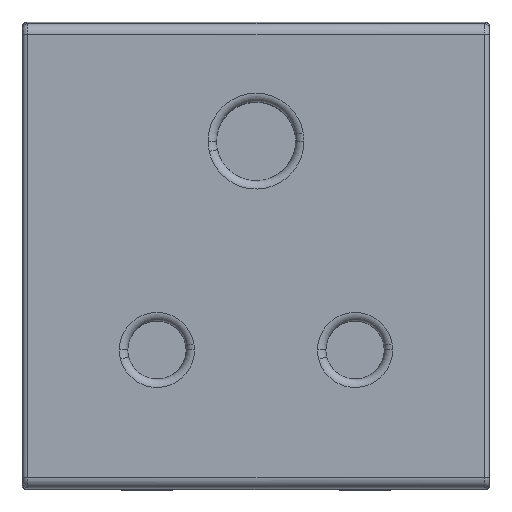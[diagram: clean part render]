
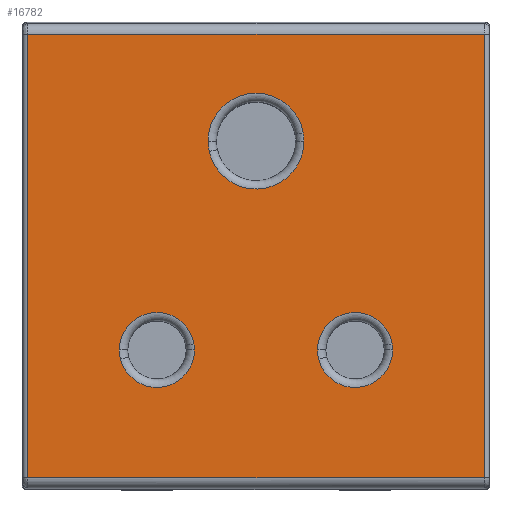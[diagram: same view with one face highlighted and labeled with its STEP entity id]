
A CAD part, top view. The second image highlights one B-rep face of the part: STEP entity #16782.
In plain terms, the highlighted planar face has unit normal (0, 0, 1).
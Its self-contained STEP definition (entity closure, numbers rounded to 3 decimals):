
#16667=AXIS2_PLACEMENT_3D('Plane Axis2P3D',#16664,#16665,#16666) ;
#16682=AXIS2_PLACEMENT_3D('Circle Axis2P3D',#16680,#16681,$) ;
#16691=AXIS2_PLACEMENT_3D('Circle Axis2P3D',#16689,#16690,$) ;
#16698=AXIS2_PLACEMENT_3D('Circle Axis2P3D',#16696,#16697,$) ;
#16705=AXIS2_PLACEMENT_3D('Circle Axis2P3D',#16703,#16704,$) ;
#16716=AXIS2_PLACEMENT_3D('Circle Axis2P3D',#16714,#16715,$) ;
#16725=AXIS2_PLACEMENT_3D('Circle Axis2P3D',#16723,#16724,$) ;
#16732=AXIS2_PLACEMENT_3D('Circle Axis2P3D',#16730,#16731,$) ;
#16739=AXIS2_PLACEMENT_3D('Circle Axis2P3D',#16737,#16738,$) ;
#16750=AXIS2_PLACEMENT_3D('Circle Axis2P3D',#16748,#16749,$) ;
#16759=AXIS2_PLACEMENT_3D('Circle Axis2P3D',#16757,#16758,$) ;
#16766=AXIS2_PLACEMENT_3D('Circle Axis2P3D',#16764,#16765,$) ;
#16773=AXIS2_PLACEMENT_3D('Circle Axis2P3D',#16771,#16772,$) ;
#16271=CARTESIAN_POINT('Vertex',(44.448,1.18,25.2)) ;
#16274=CARTESIAN_POINT('Line Origine',(22.5,1.18,25.2)) ;
#16278=CARTESIAN_POINT('Vertex',(0.552,1.18,25.2)) ;
#16448=CARTESIAN_POINT('Line Origine',(0.552,22.5,25.2)) ;
#16452=CARTESIAN_POINT('Vertex',(0.552,43.82,25.2)) ;
#16580=CARTESIAN_POINT('Vertex',(44.448,43.82,25.2)) ;
#16603=CARTESIAN_POINT('Line Origine',(44.448,22.5,25.2)) ;
#16664=CARTESIAN_POINT('Axis2P3D Location',(22.5,22.5,25.2)) ;
#16669=CARTESIAN_POINT('Line Origine',(22.5,43.82,25.2)) ;
#16680=CARTESIAN_POINT('Axis2P3D Location',(12.975,13.45,25.2)) ;
#16684=CARTESIAN_POINT('Vertex',(9.368,13.45,25.2)) ;
#16686=CARTESIAN_POINT('Vertex',(16.535,14.03,25.2)) ;
#16689=CARTESIAN_POINT('Axis2P3D Location',(12.975,13.45,25.2)) ;
#16693=CARTESIAN_POINT('Vertex',(16.582,13.45,25.2)) ;
#16696=CARTESIAN_POINT('Axis2P3D Location',(12.975,13.45,25.2)) ;
#16700=CARTESIAN_POINT('Vertex',(9.477,12.572,25.2)) ;
#16703=CARTESIAN_POINT('Axis2P3D Location',(12.975,13.45,25.2)) ;
#16714=CARTESIAN_POINT('Axis2P3D Location',(32.025,13.45,25.2)) ;
#16718=CARTESIAN_POINT('Vertex',(28.418,13.45,25.2)) ;
#16720=CARTESIAN_POINT('Vertex',(35.585,14.03,25.2)) ;
#16723=CARTESIAN_POINT('Axis2P3D Location',(32.025,13.45,25.2)) ;
#16727=CARTESIAN_POINT('Vertex',(35.632,13.45,25.2)) ;
#16730=CARTESIAN_POINT('Axis2P3D Location',(32.025,13.45,25.2)) ;
#16734=CARTESIAN_POINT('Vertex',(28.527,12.572,25.2)) ;
#16737=CARTESIAN_POINT('Axis2P3D Location',(32.025,13.45,25.2)) ;
#16748=CARTESIAN_POINT('Axis2P3D Location',(22.5,33.53,25.2)) ;
#16752=CARTESIAN_POINT('Vertex',(17.893,33.53,25.2)) ;
#16754=CARTESIAN_POINT('Vertex',(27.038,34.324,25.2)) ;
#16757=CARTESIAN_POINT('Axis2P3D Location',(22.5,33.53,25.2)) ;
#16761=CARTESIAN_POINT('Vertex',(27.107,33.53,25.2)) ;
#16764=CARTESIAN_POINT('Axis2P3D Location',(22.5,33.53,25.2)) ;
#16768=CARTESIAN_POINT('Vertex',(18.001,32.538,25.2)) ;
#16771=CARTESIAN_POINT('Axis2P3D Location',(22.5,33.53,25.2)) ;
#16275=DIRECTION('Vector Direction',(-1.,0.,0.)) ;
#16449=DIRECTION('Vector Direction',(0.,-1.,0.)) ;
#16604=DIRECTION('Vector Direction',(0.,-1.,0.)) ;
#16665=DIRECTION('Axis2P3D Direction',(0.,0.,-1.)) ;
#16666=DIRECTION('Axis2P3D XDirection',(1.,0.,0.)) ;
#16670=DIRECTION('Vector Direction',(1.,0.,0.)) ;
#16681=DIRECTION('Axis2P3D Direction',(0.,0.,-1.)) ;
#16690=DIRECTION('Axis2P3D Direction',(0.,0.,-1.)) ;
#16697=DIRECTION('Axis2P3D Direction',(0.,0.,-1.)) ;
#16704=DIRECTION('Axis2P3D Direction',(0.,0.,-1.)) ;
#16715=DIRECTION('Axis2P3D Direction',(0.,0.,-1.)) ;
#16724=DIRECTION('Axis2P3D Direction',(0.,0.,-1.)) ;
#16731=DIRECTION('Axis2P3D Direction',(0.,0.,-1.)) ;
#16738=DIRECTION('Axis2P3D Direction',(0.,0.,-1.)) ;
#16749=DIRECTION('Axis2P3D Direction',(0.,0.,-1.)) ;
#16758=DIRECTION('Axis2P3D Direction',(0.,0.,-1.)) ;
#16765=DIRECTION('Axis2P3D Direction',(0.,0.,-1.)) ;
#16772=DIRECTION('Axis2P3D Direction',(0.,0.,-1.)) ;
#16276=VECTOR('Line Direction',#16275,1.) ;
#16450=VECTOR('Line Direction',#16449,1.) ;
#16605=VECTOR('Line Direction',#16604,1.) ;
#16671=VECTOR('Line Direction',#16670,1.) ;
#16675=ORIENTED_EDGE('',*,*,#16454,.F.) ;
#16676=ORIENTED_EDGE('',*,*,#16280,.T.) ;
#16677=ORIENTED_EDGE('',*,*,#16607,.F.) ;
#16678=ORIENTED_EDGE('',*,*,#16673,.F.) ;
#16709=ORIENTED_EDGE('',*,*,#16688,.T.) ;
#16710=ORIENTED_EDGE('',*,*,#16695,.T.) ;
#16711=ORIENTED_EDGE('',*,*,#16702,.T.) ;
#16712=ORIENTED_EDGE('',*,*,#16707,.T.) ;
#16743=ORIENTED_EDGE('',*,*,#16722,.T.) ;
#16744=ORIENTED_EDGE('',*,*,#16729,.T.) ;
#16745=ORIENTED_EDGE('',*,*,#16736,.T.) ;
#16746=ORIENTED_EDGE('',*,*,#16741,.T.) ;
#16777=ORIENTED_EDGE('',*,*,#16756,.T.) ;
#16778=ORIENTED_EDGE('',*,*,#16763,.T.) ;
#16779=ORIENTED_EDGE('',*,*,#16770,.T.) ;
#16780=ORIENTED_EDGE('',*,*,#16775,.T.) ;
#16713=FACE_BOUND('',#16708,.T.) ;
#16747=FACE_BOUND('',#16742,.T.) ;
#16781=FACE_BOUND('',#16776,.T.) ;
#16782=ADVANCED_FACE('Corps principal',(#16679,#16713,#16747,#16781),#16668,.F.) ;
#16683=CIRCLE('generated circle',#16682,3.607) ;
#16692=CIRCLE('generated circle',#16691,3.607) ;
#16699=CIRCLE('generated circle',#16698,3.607) ;
#16706=CIRCLE('generated circle',#16705,3.607) ;
#16717=CIRCLE('generated circle',#16716,3.607) ;
#16726=CIRCLE('generated circle',#16725,3.607) ;
#16733=CIRCLE('generated circle',#16732,3.607) ;
#16740=CIRCLE('generated circle',#16739,3.607) ;
#16751=CIRCLE('generated circle',#16750,4.607) ;
#16760=CIRCLE('generated circle',#16759,4.607) ;
#16767=CIRCLE('generated circle',#16766,4.607) ;
#16774=CIRCLE('generated circle',#16773,4.607) ;
#16280=EDGE_CURVE('',#16279,#16272,#16277,.F.) ;
#16454=EDGE_CURVE('',#16279,#16453,#16451,.F.) ;
#16607=EDGE_CURVE('',#16581,#16272,#16606,.T.) ;
#16673=EDGE_CURVE('',#16453,#16581,#16672,.T.) ;
#16688=EDGE_CURVE('',#16685,#16687,#16683,.T.) ;
#16695=EDGE_CURVE('',#16687,#16694,#16692,.T.) ;
#16702=EDGE_CURVE('',#16694,#16701,#16699,.T.) ;
#16707=EDGE_CURVE('',#16701,#16685,#16706,.T.) ;
#16722=EDGE_CURVE('',#16719,#16721,#16717,.T.) ;
#16729=EDGE_CURVE('',#16721,#16728,#16726,.T.) ;
#16736=EDGE_CURVE('',#16728,#16735,#16733,.T.) ;
#16741=EDGE_CURVE('',#16735,#16719,#16740,.T.) ;
#16756=EDGE_CURVE('',#16753,#16755,#16751,.T.) ;
#16763=EDGE_CURVE('',#16755,#16762,#16760,.T.) ;
#16770=EDGE_CURVE('',#16762,#16769,#16767,.T.) ;
#16775=EDGE_CURVE('',#16769,#16753,#16774,.T.) ;
#16674=EDGE_LOOP('',(#16675,#16676,#16677,#16678)) ;
#16708=EDGE_LOOP('',(#16709,#16710,#16711,#16712)) ;
#16742=EDGE_LOOP('',(#16743,#16744,#16745,#16746)) ;
#16776=EDGE_LOOP('',(#16777,#16778,#16779,#16780)) ;
#16679=FACE_OUTER_BOUND('',#16674,.T.) ;
#16277=LINE('Line',#16274,#16276) ;
#16451=LINE('Line',#16448,#16450) ;
#16606=LINE('Line',#16603,#16605) ;
#16672=LINE('Line',#16669,#16671) ;
#16668=PLANE('',#16667) ;
#16272=VERTEX_POINT('',#16271) ;
#16279=VERTEX_POINT('',#16278) ;
#16453=VERTEX_POINT('',#16452) ;
#16581=VERTEX_POINT('',#16580) ;
#16685=VERTEX_POINT('',#16684) ;
#16687=VERTEX_POINT('',#16686) ;
#16694=VERTEX_POINT('',#16693) ;
#16701=VERTEX_POINT('',#16700) ;
#16719=VERTEX_POINT('',#16718) ;
#16721=VERTEX_POINT('',#16720) ;
#16728=VERTEX_POINT('',#16727) ;
#16735=VERTEX_POINT('',#16734) ;
#16753=VERTEX_POINT('',#16752) ;
#16755=VERTEX_POINT('',#16754) ;
#16762=VERTEX_POINT('',#16761) ;
#16769=VERTEX_POINT('',#16768) ;
